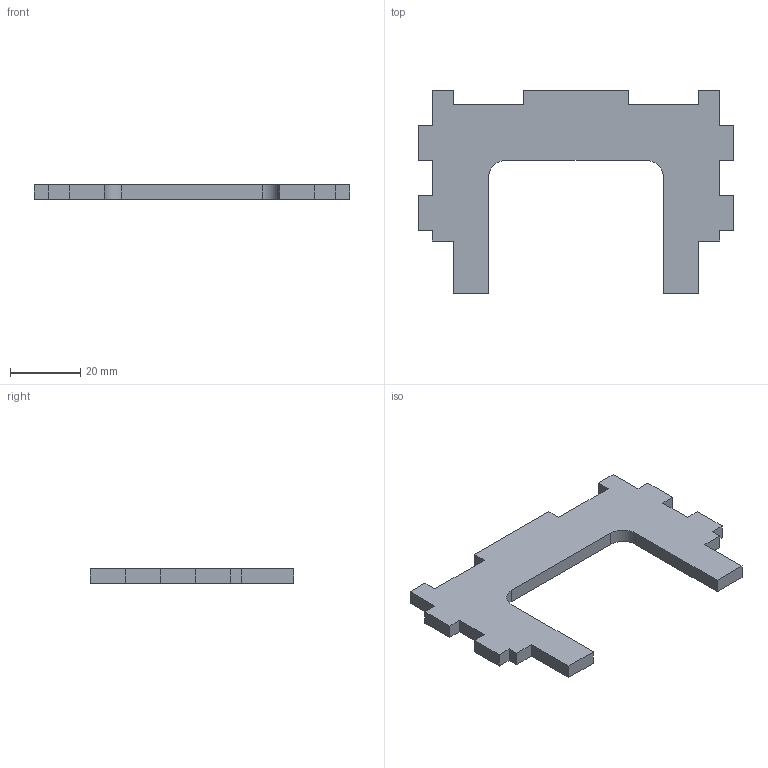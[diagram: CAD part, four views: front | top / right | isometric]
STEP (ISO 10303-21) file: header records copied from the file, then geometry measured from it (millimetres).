
FILE_DESCRIPTION(/* description */ (''),/* implementation_level */ '2;1');
FILE_NAME(/* name */ '001_20180725_TLv2_18_rpi_case_sides.stp',/* time_stamp */ '2018-09-14T14:56:18+02:00',/* author */ (''),/* organization */ (''),/* preprocessor_version */ 'ST-DEVELOPER v16.7',/* originating_system */ 'SIEMENS PLM Software NX 12.0',/* authorisation */ '');
FILE_SCHEMA (('AP203_CONFIGURATION_CONTROLLED_3D_DESIGN_OF_MECHANICAL_PARTS_AND_ASSEMBLIES_MIM_LF { 1 0 10303 403 2 1 2}'));
Length unit declared in the file: millimetre
Products named in the file (1): 001_20180725_TLv2_18_rpi_case_sides
Bounding box: 90 x 58 x 4 mm (x, y, z)
Volume: 10746.9 mm3; surface area: 6972.3 mm2
Topology: 1 solids, 1 shells, 40 faces, 152 edges, 153 vertices
Faces by surface type: plane 38, cylinder 2
Entity records: 1746 total; most frequent: CARTESIAN_POINT 271, DIRECTION 240, ORIENTED_EDGE 228, LINE 148, VECTOR 148, EDGE_CURVE 114, VERTEX_POINT 76, AXIS2_PLACEMENT_3D 46
